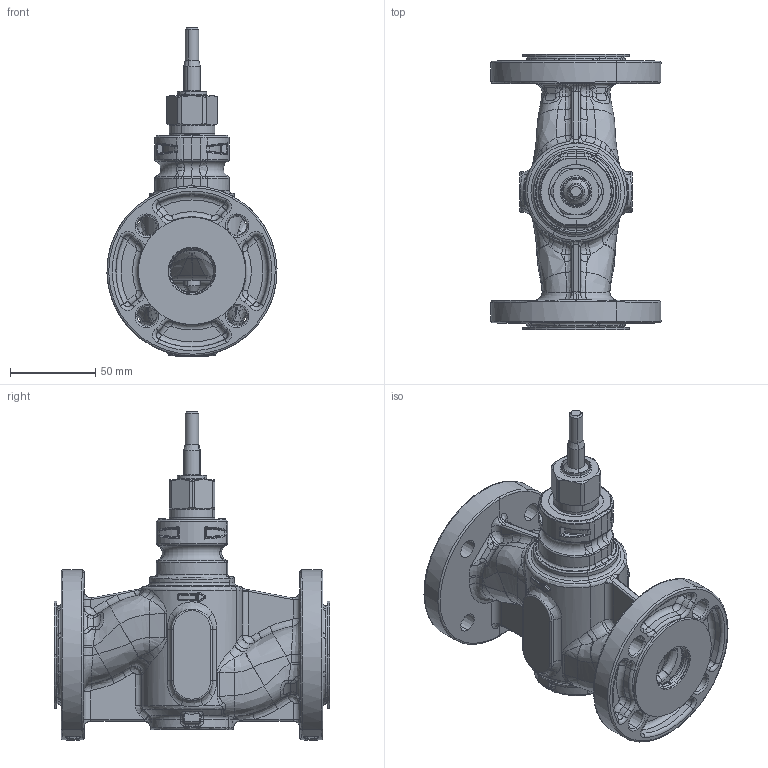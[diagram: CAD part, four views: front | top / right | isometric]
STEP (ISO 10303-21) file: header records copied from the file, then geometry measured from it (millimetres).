
FILE_DESCRIPTION(('CATIA V5 STEP Exchange'),'2;1');
FILE_NAME('VLA325 DN25.stp','2016-09-19T12:24:27+00:00',('none'),('none'),'CATIA Version 5-6 Release 2014 SP4 HF22','CATIA V5 STEP AP203','none');
FILE_SCHEMA(('CONFIG_CONTROL_DESIGN'));
Products named in the file (2): 6137s5; 954-1367s1
Assembly tree (14 placements, depth 3):
  6137s5
    #57
    954-1367s1
      #96327
      #98796  x2
      #98917  x2
      #99291
      #99460
    #99642
    #100133
    #101334
    #101357  x2
Bounding box: 99.97 x 162 x 193.2 mm (x, y, z)
Volume: 390872.3 mm3; surface area: 143666.4 mm2
Topology: 12 solids, 12 shells, 1681 faces, 3865 edges, 2170 vertices
Faces by surface type: bspline 712, cylinder 294, torus 274, cone 180, plane 149, sphere 40, revolution 16, extrusion 16
Entity records: 101503 total; most frequent: CARTESIAN_POINT 71788, ORIENTED_EDGE 7538, EDGE_CURVE 3769, DIRECTION 3228, VERTEX_POINT 2142, B_SPLINE_CURVE_WITH_KNOTS 2107, AXIS2_PLACEMENT_3D 1870, EDGE_LOOP 1701
